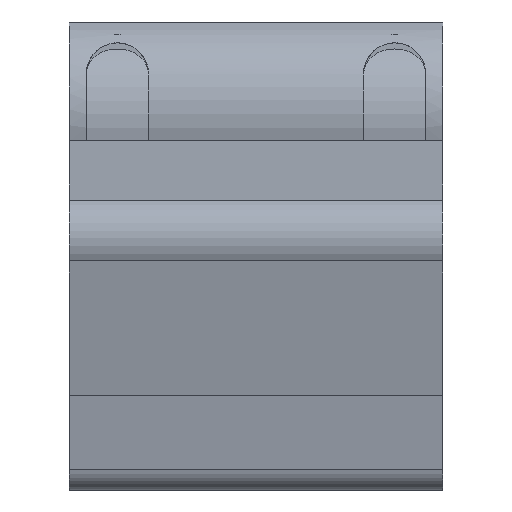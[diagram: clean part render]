
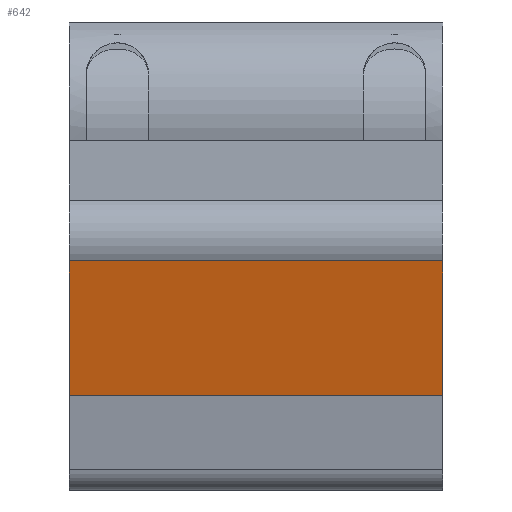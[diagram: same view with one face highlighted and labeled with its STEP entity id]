
A CAD part, front view. The second image highlights one B-rep face of the part: STEP entity #642.
In plain terms, the highlighted planar face has unit normal (0, -0.973, -0.23).
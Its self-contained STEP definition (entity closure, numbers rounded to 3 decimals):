
#226 = VERTEX_POINT ( 'NONE', #2095 ) ;
#410 = EDGE_LOOP ( 'NONE', ( #2230, #4151, #687, #2656 ) ) ;
#484 = VECTOR ( 'NONE', #4252, 1000. ) ;
#619 = LINE ( 'NONE', #904, #484 ) ;
#642 = ADVANCED_FACE ( 'NONE', ( #1980 ), #1567, .T. ) ;
#687 = ORIENTED_EDGE ( 'NONE', *, *, #1679, .F. ) ;
#904 = CARTESIAN_POINT ( 'NONE',  ( -37.5, -10.933, 10.53 ) ) ;
#1215 = DIRECTION ( 'NONE',  ( 0., 0.229, -0.973 ) ) ;
#1243 = CARTESIAN_POINT ( 'NONE',  ( 37.5, -10.933, 10.53 ) ) ;
#1258 = DIRECTION ( 'NONE',  ( 1., 0., 0. ) ) ;
#1335 = VERTEX_POINT ( 'NONE', #2528 ) ;
#1337 = EDGE_CURVE ( 'NONE', #1335, #1935, #619, .T. ) ;
#1567 = PLANE ( 'NONE',  #3260 ) ;
#1637 = VECTOR ( 'NONE', #4305, 1000. ) ;
#1649 = CARTESIAN_POINT ( 'NONE',  ( -37.5, -10.933, 10.53 ) ) ;
#1679 = EDGE_CURVE ( 'NONE', #1335, #226, #4265, .T. ) ;
#1759 = EDGE_CURVE ( 'NONE', #226, #3505, #3324, .T. ) ;
#1935 = VERTEX_POINT ( 'NONE', #3715 ) ;
#1945 = DIRECTION ( 'NONE',  ( 0., -0.973, -0.229 ) ) ;
#1980 = FACE_OUTER_BOUND ( 'NONE', #410, .T. ) ;
#2095 = CARTESIAN_POINT ( 'NONE',  ( 37.5, -10.933, 10.53 ) ) ;
#2230 = ORIENTED_EDGE ( 'NONE', *, *, #4044, .T. ) ;
#2291 = VECTOR ( 'NONE', #1258, 1000. ) ;
#2528 = CARTESIAN_POINT ( 'NONE',  ( -37.5, -10.933, 10.53 ) ) ;
#2650 = DIRECTION ( 'NONE',  ( 0., 0.229, -0.973 ) ) ;
#2656 = ORIENTED_EDGE ( 'NONE', *, *, #1337, .T. ) ;
#2910 = LINE ( 'NONE', #3112, #2291 ) ;
#2941 = CARTESIAN_POINT ( 'NONE',  ( -37.5, -10.933, 10.53 ) ) ;
#3112 = CARTESIAN_POINT ( 'NONE',  ( -37.5, -4.563, -16.487 ) ) ;
#3260 = AXIS2_PLACEMENT_3D ( 'NONE', #1649, #1945, #1215 ) ;
#3324 = LINE ( 'NONE', #1243, #3685 ) ;
#3505 = VERTEX_POINT ( 'NONE', #3857 ) ;
#3685 = VECTOR ( 'NONE', #2650, 1000. ) ;
#3715 = CARTESIAN_POINT ( 'NONE',  ( -37.5, -4.563, -16.487 ) ) ;
#3857 = CARTESIAN_POINT ( 'NONE',  ( 37.5, -4.563, -16.487 ) ) ;
#4044 = EDGE_CURVE ( 'NONE', #1935, #3505, #2910, .T. ) ;
#4151 = ORIENTED_EDGE ( 'NONE', *, *, #1759, .F. ) ;
#4252 = DIRECTION ( 'NONE',  ( 0., 0.229, -0.973 ) ) ;
#4265 = LINE ( 'NONE', #2941, #1637 ) ;
#4305 = DIRECTION ( 'NONE',  ( 1., 0., 0. ) ) ;
